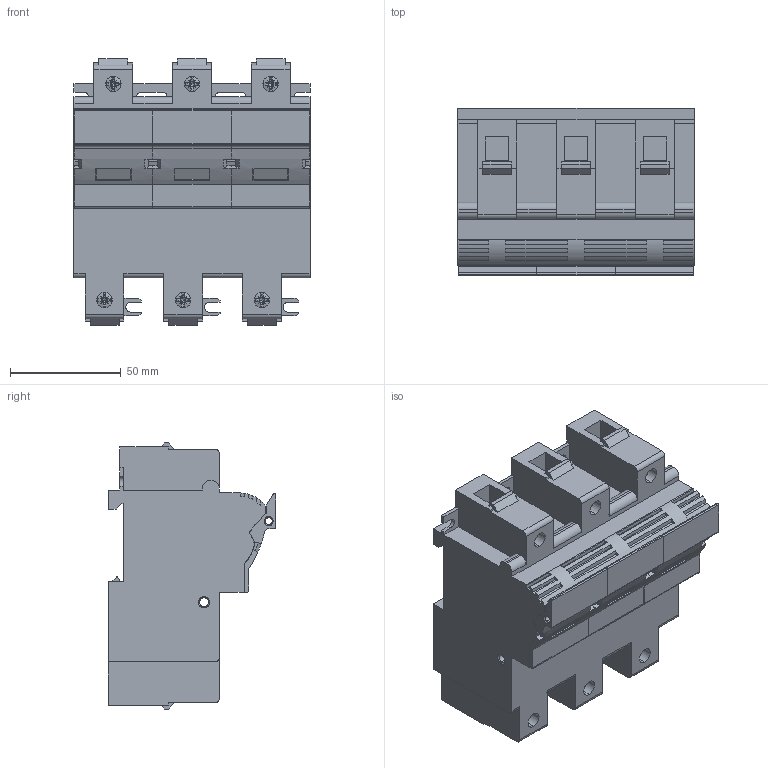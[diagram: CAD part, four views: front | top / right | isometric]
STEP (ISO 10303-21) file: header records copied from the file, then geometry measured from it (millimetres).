
FILE_DESCRIPTION((''),'2;1');
FILE_NAME('EFD22_3P_DIM','2017-06-13T',('janez.tomelj'),('Audax d.o.o.'),'CREO PARAMETRIC BY PTC INC, 2015290','CREO PARAMETRIC BY PTC INC, 2015290','');
FILE_SCHEMA(('CONFIG_CONTROL_DESIGN'));
Length unit declared in the file: millimetre
Products named in the file (1): EFD22_3P_DIM
Bounding box: 106.8 x 75.8 x 120.4 mm (x, y, z)
Volume: 561447.8 mm3; surface area: 73713 mm2
Topology: 1 solids, 1 shells, 782 faces, 2224 edges, 1453 vertices
Faces by surface type: plane 505, cylinder 163, cone 54, sphere 21, torus 21, bspline 12, extrusion 6
Entity records: 27143 total; most frequent: CARTESIAN_POINT 7029, ORIENTED_EDGE 4424, DIRECTION 3949, EDGE_CURVE 2212, VERTEX_POINT 1453, AXIS2_PLACEMENT_3D 1323, VECTOR 1303, LINE 1297
